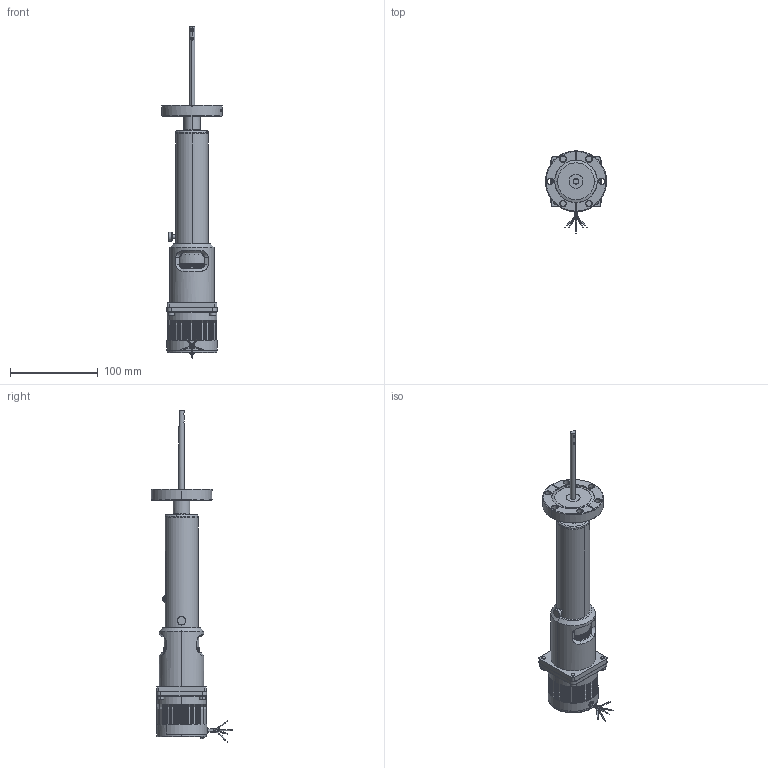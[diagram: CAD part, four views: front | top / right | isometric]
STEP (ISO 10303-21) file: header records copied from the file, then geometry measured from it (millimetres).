
FILE_DESCRIPTION (( 'STEP AP203' ), '1' );
FILE_NAME ('102230.11.stp', '2019-04-04T15:05:00', ( '' ), ( '' ), 'SwSTEP 2.0', 'SolidWorks 2012', '' );
FILE_SCHEMA (( 'CONFIG_CONTROL_DESIGN' ));
Length unit declared in the file: centimetre
Products named in the file (1): 102230.11
Bounding box: 69.34 x 93.15 x 377.44 mm (x, y, z)
Volume: 468059.6 mm3; surface area: 62661.5 mm2
Topology: 1 solids, 9 shells, 2041 faces, 5702 edges, 3721 vertices
Faces by surface type: plane 1023, cylinder 599, cone 233, bspline 186
Entity records: 96963 total; most frequent: CARTESIAN_POINT 45550, ORIENTED_EDGE 11354, DIRECTION 10118, EDGE_CURVE 5677, VERTEX_POINT 3713, AXIS2_PLACEMENT_3D 3629, LINE 2860, VECTOR 2860
